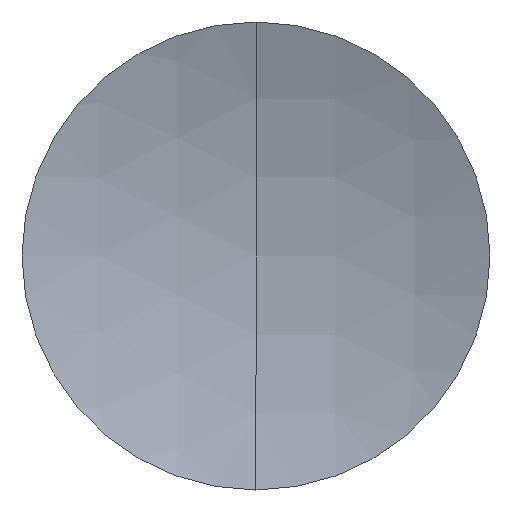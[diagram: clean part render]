
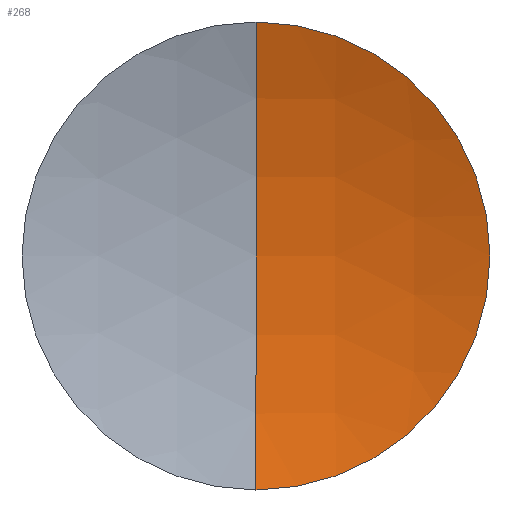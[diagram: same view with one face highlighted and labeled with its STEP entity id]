
A CAD part, left-side view. The second image highlights one B-rep face of the part: STEP entity #268.
In plain terms, the highlighted spherical face has radius 39 mm.
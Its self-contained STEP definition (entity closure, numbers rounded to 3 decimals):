
#4 = VERTEX_POINT ( 'NONE', #312 ) ;
#35 = DIRECTION ( 'NONE',  ( 0., 1., 0. ) ) ;
#41 = AXIS2_PLACEMENT_3D ( 'NONE', #115, #325, #93 ) ;
#48 = DIRECTION ( 'NONE',  ( -1., 0., 0. ) ) ;
#58 = ORIENTED_EDGE ( 'NONE', *, *, #232, .F. ) ;
#71 = DIRECTION ( 'NONE',  ( 0., 0., -1. ) ) ;
#87 = AXIS2_PLACEMENT_3D ( 'NONE', #197, #35, #119 ) ;
#93 = DIRECTION ( 'NONE',  ( 0., 0., 1. ) ) ;
#115 = CARTESIAN_POINT ( 'NONE',  ( 217.947, 0., 0. ) ) ;
#119 = DIRECTION ( 'NONE',  ( 0., 0., 1. ) ) ;
#124 = EDGE_CURVE ( 'NONE', #4, #173, #215, .T. ) ;
#148 = AXIS2_PLACEMENT_3D ( 'NONE', #199, #163, #71 ) ;
#163 = DIRECTION ( 'NONE',  ( 0., -1., 0. ) ) ;
#167 = CARTESIAN_POINT ( 'NONE',  ( 254.821, 0., 12.7 ) ) ;
#168 = EDGE_CURVE ( 'NONE', #341, #4, #313, .T. ) ;
#173 = VERTEX_POINT ( 'NONE', #167 ) ;
#197 = CARTESIAN_POINT ( 'NONE',  ( 217.947, 0., 0. ) ) ;
#199 = CARTESIAN_POINT ( 'NONE',  ( 217.947, 0., 0. ) ) ;
#207 = SPHERICAL_SURFACE ( 'NONE', #41, 39. ) ;
#215 = CIRCLE ( 'NONE', #229, 12.7 ) ;
#220 = CARTESIAN_POINT ( 'NONE',  ( 256.947, 0., 0. ) ) ;
#229 = AXIS2_PLACEMENT_3D ( 'NONE', #237, #48, #316 ) ;
#232 = EDGE_CURVE ( 'NONE', #341, #173, #344, .T. ) ;
#237 = CARTESIAN_POINT ( 'NONE',  ( 254.821, 0., 0. ) ) ;
#245 = EDGE_LOOP ( 'NONE', ( #58, #315, #286 ) ) ;
#268 = ADVANCED_FACE ( 'NONE', ( #283 ), #207, .F. ) ;
#283 = FACE_OUTER_BOUND ( 'NONE', #245, .T. ) ;
#286 = ORIENTED_EDGE ( 'NONE', *, *, #124, .T. ) ;
#312 = CARTESIAN_POINT ( 'NONE',  ( 254.821, 0., -12.7 ) ) ;
#313 = CIRCLE ( 'NONE', #87, 39. ) ;
#315 = ORIENTED_EDGE ( 'NONE', *, *, #168, .T. ) ;
#316 = DIRECTION ( 'NONE',  ( 0., 0., 1. ) ) ;
#325 = DIRECTION ( 'NONE',  ( 0., 1., 0. ) ) ;
#341 = VERTEX_POINT ( 'NONE', #220 ) ;
#344 = CIRCLE ( 'NONE', #148, 39. ) ;
